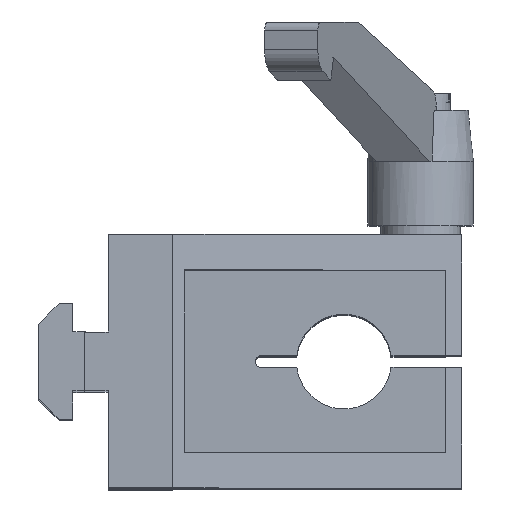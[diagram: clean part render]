
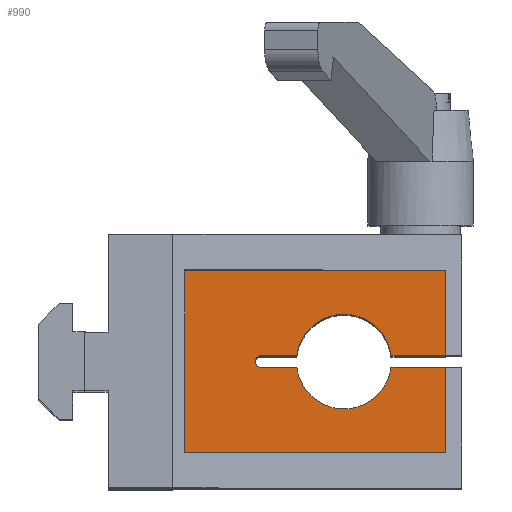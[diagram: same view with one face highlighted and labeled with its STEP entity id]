
A CAD part, top view. The second image highlights one B-rep face of the part: STEP entity #990.
In plain terms, the highlighted face is planar.
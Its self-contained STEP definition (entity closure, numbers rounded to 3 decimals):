
#50 = CARTESIAN_POINT ( 'NONE',  ( -16., -1., 7.988 ) ) ;
#218 = DIRECTION ( 'NONE',  ( 0., 0., 1. ) ) ;
#338 = DIRECTION ( 'NONE',  ( 0., 0., -1. ) ) ;
#339 = EDGE_CURVE ( 'NONE', #3479, #4435, #5312, .T. ) ;
#359 = DIRECTION ( 'NONE',  ( 0., -1., 0. ) ) ;
#380 = CARTESIAN_POINT ( 'NONE',  ( -16., -1., -14. ) ) ;
#586 = CARTESIAN_POINT ( 'NONE',  ( -16., -1., 17.278 ) ) ;
#663 = CARTESIAN_POINT ( 'NONE',  ( -16., 0., 0. ) ) ;
#721 = CARTESIAN_POINT ( 'NONE',  ( -16., 1., 17.278 ) ) ;
#813 = CARTESIAN_POINT ( 'NONE',  ( -16., 0., 0. ) ) ;
#849 = CARTESIAN_POINT ( 'NONE',  ( -16., 15.5, 17.278 ) ) ;
#858 = CARTESIAN_POINT ( 'NONE',  ( -16., -15.5, -40. ) ) ;
#880 = LINE ( 'NONE', #586, #4446 ) ;
#990 = ADVANCED_FACE ( 'NONE', ( #4863 ), #1456, .F. ) ;
#997 = ORIENTED_EDGE ( 'NONE', *, *, #3861, .F. ) ;
#1088 = LINE ( 'NONE', #5518, #2043 ) ;
#1138 = VERTEX_POINT ( 'NONE', #1525 ) ;
#1184 = AXIS2_PLACEMENT_3D ( 'NONE', #813, #1313, #4984 ) ;
#1214 = EDGE_CURVE ( 'NONE', #4435, #3993, #2127, .T. ) ;
#1249 = LINE ( 'NONE', #5731, #5999 ) ;
#1291 = EDGE_LOOP ( 'NONE', ( #997, #5787, #5921, #2111, #5880, #3779, #2161, #5954, #1395, #5802, #4319, #2801 ) ) ;
#1307 = EDGE_CURVE ( 'NONE', #2192, #5732, #1381, .T. ) ;
#1313 = DIRECTION ( 'NONE',  ( -1., 0., 0. ) ) ;
#1342 = VECTOR ( 'NONE', #2565, 1000. ) ;
#1381 = CIRCLE ( 'NONE', #2106, 8.05 ) ;
#1395 = ORIENTED_EDGE ( 'NONE', *, *, #4490, .F. ) ;
#1456 = PLANE ( 'NONE',  #4551 ) ;
#1469 = EDGE_CURVE ( 'NONE', #1138, #2676, #5998, .T. ) ;
#1525 = CARTESIAN_POINT ( 'NONE',  ( -16., -15.5, 17.278 ) ) ;
#1617 = VECTOR ( 'NONE', #338, 1000. ) ;
#1625 = DIRECTION ( 'NONE',  ( 0., 0., -1. ) ) ;
#1687 = VERTEX_POINT ( 'NONE', #50 ) ;
#1998 = DIRECTION ( 'NONE',  ( 1., 0., 0. ) ) ;
#2043 = VECTOR ( 'NONE', #359, 1000. ) ;
#2098 = VECTOR ( 'NONE', #2460, 1000. ) ;
#2106 = AXIS2_PLACEMENT_3D ( 'NONE', #663, #4020, #2644 ) ;
#2111 = ORIENTED_EDGE ( 'NONE', *, *, #1214, .F. ) ;
#2127 = LINE ( 'NONE', #2550, #3859 ) ;
#2161 = ORIENTED_EDGE ( 'NONE', *, *, #1307, .F. ) ;
#2192 = VERTEX_POINT ( 'NONE', #5828 ) ;
#2336 = AXIS2_PLACEMENT_3D ( 'NONE', #3486, #5734, #218 ) ;
#2426 = LINE ( 'NONE', #3927, #5382 ) ;
#2460 = DIRECTION ( 'NONE',  ( 0., 0., -1. ) ) ;
#2550 = CARTESIAN_POINT ( 'NONE',  ( -16., -1., 17.278 ) ) ;
#2562 = VERTEX_POINT ( 'NONE', #5078 ) ;
#2565 = DIRECTION ( 'NONE',  ( 0., -1., 0. ) ) ;
#2589 = EDGE_CURVE ( 'NONE', #3018, #2562, #4658, .T. ) ;
#2644 = DIRECTION ( 'NONE',  ( 0., 0., 1. ) ) ;
#2663 = CARTESIAN_POINT ( 'NONE',  ( -16., 1., -7.988 ) ) ;
#2676 = VERTEX_POINT ( 'NONE', #3312 ) ;
#2752 = CIRCLE ( 'NONE', #1184, 8.05 ) ;
#2801 = ORIENTED_EDGE ( 'NONE', *, *, #1469, .F. ) ;
#2873 = CARTESIAN_POINT ( 'NONE',  ( -16., -1., 17.278 ) ) ;
#2976 = EDGE_CURVE ( 'NONE', #1687, #3539, #880, .T. ) ;
#2991 = CARTESIAN_POINT ( 'NONE',  ( -16., 1., 17.278 ) ) ;
#3018 = VERTEX_POINT ( 'NONE', #3877 ) ;
#3138 = DIRECTION ( 'NONE',  ( 0., 0., -1. ) ) ;
#3234 = CARTESIAN_POINT ( 'NONE',  ( -16., 1., -14. ) ) ;
#3273 = CARTESIAN_POINT ( 'NONE',  ( -16., -1., -7.988 ) ) ;
#3298 = VECTOR ( 'NONE', #3827, 1000. ) ;
#3311 = LINE ( 'NONE', #2991, #2098 ) ;
#3312 = CARTESIAN_POINT ( 'NONE',  ( -16., -15.5, -27. ) ) ;
#3414 = DIRECTION ( 'NONE',  ( 0., 0., 1. ) ) ;
#3479 = VERTEX_POINT ( 'NONE', #3234 ) ;
#3486 = CARTESIAN_POINT ( 'NONE',  ( -16., 0., -14. ) ) ;
#3539 = VERTEX_POINT ( 'NONE', #2873 ) ;
#3779 = ORIENTED_EDGE ( 'NONE', *, *, #4195, .F. ) ;
#3827 = DIRECTION ( 'NONE',  ( 0., 0., -1. ) ) ;
#3859 = VECTOR ( 'NONE', #3414, 1000. ) ;
#3861 = EDGE_CURVE ( 'NONE', #3539, #1138, #2426, .T. ) ;
#3877 = CARTESIAN_POINT ( 'NONE',  ( -16., 15.5, 17.278 ) ) ;
#3927 = CARTESIAN_POINT ( 'NONE',  ( -16., -21.5, 17.278 ) ) ;
#3993 = VERTEX_POINT ( 'NONE', #3273 ) ;
#4020 = DIRECTION ( 'NONE',  ( -1., 0., 0. ) ) ;
#4195 = EDGE_CURVE ( 'NONE', #5732, #3479, #1249, .T. ) ;
#4281 = CARTESIAN_POINT ( 'NONE',  ( -16., 15.5, -40. ) ) ;
#4319 = ORIENTED_EDGE ( 'NONE', *, *, #5130, .T. ) ;
#4435 = VERTEX_POINT ( 'NONE', #380 ) ;
#4446 = VECTOR ( 'NONE', #4751, 1000. ) ;
#4490 = EDGE_CURVE ( 'NONE', #3018, #5620, #1088, .T. ) ;
#4551 = AXIS2_PLACEMENT_3D ( 'NONE', #849, #1998, #3138 ) ;
#4658 = LINE ( 'NONE', #4281, #3298 ) ;
#4751 = DIRECTION ( 'NONE',  ( 0., 0., 1. ) ) ;
#4863 = FACE_OUTER_BOUND ( 'NONE', #1291, .T. ) ;
#4946 = EDGE_CURVE ( 'NONE', #5620, #2192, #3311, .T. ) ;
#4984 = DIRECTION ( 'NONE',  ( 0., 0., 1. ) ) ;
#5078 = CARTESIAN_POINT ( 'NONE',  ( -16., 15.5, -27. ) ) ;
#5130 = EDGE_CURVE ( 'NONE', #2562, #2676, #5825, .T. ) ;
#5312 = CIRCLE ( 'NONE', #2336, 1. ) ;
#5323 = CARTESIAN_POINT ( 'NONE',  ( -16., 15.5, -27. ) ) ;
#5382 = VECTOR ( 'NONE', #5730, 1000. ) ;
#5518 = CARTESIAN_POINT ( 'NONE',  ( -16., -21.5, 17.278 ) ) ;
#5620 = VERTEX_POINT ( 'NONE', #721 ) ;
#5703 = EDGE_CURVE ( 'NONE', #3993, #1687, #2752, .T. ) ;
#5730 = DIRECTION ( 'NONE',  ( 0., -1., 0. ) ) ;
#5731 = CARTESIAN_POINT ( 'NONE',  ( -16., 1., 17.278 ) ) ;
#5732 = VERTEX_POINT ( 'NONE', #2663 ) ;
#5734 = DIRECTION ( 'NONE',  ( -1., 0., 0. ) ) ;
#5787 = ORIENTED_EDGE ( 'NONE', *, *, #2976, .F. ) ;
#5802 = ORIENTED_EDGE ( 'NONE', *, *, #2589, .T. ) ;
#5825 = LINE ( 'NONE', #5323, #1342 ) ;
#5828 = CARTESIAN_POINT ( 'NONE',  ( -16., 1., 7.988 ) ) ;
#5880 = ORIENTED_EDGE ( 'NONE', *, *, #339, .F. ) ;
#5921 = ORIENTED_EDGE ( 'NONE', *, *, #5703, .F. ) ;
#5954 = ORIENTED_EDGE ( 'NONE', *, *, #4946, .F. ) ;
#5998 = LINE ( 'NONE', #858, #1617 ) ;
#5999 = VECTOR ( 'NONE', #1625, 1000. ) ;
